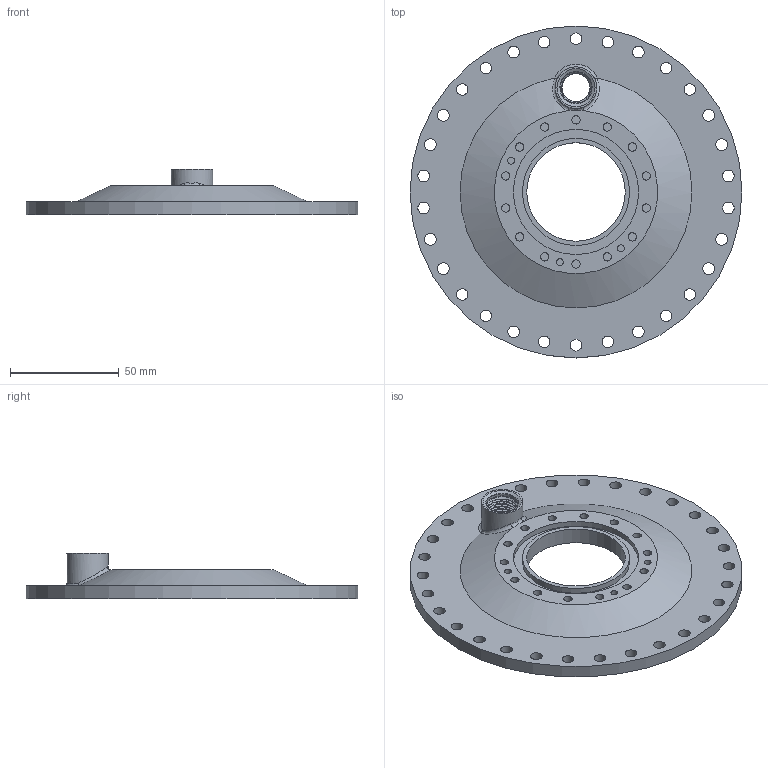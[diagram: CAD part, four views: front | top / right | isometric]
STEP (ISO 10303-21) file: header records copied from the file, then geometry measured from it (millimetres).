
FILE_DESCRIPTION(/* description */ (''),/* implementation_level */ '2;1');
FILE_NAME(/* name */ 'upper_plate.stp',/* time_stamp */ '2025-11-15T02:28:40-05:00',/* author */ (''),/* organization */ (''),/* preprocessor_version */ 'ST-DEVELOPER v18.102',/* originating_system */ 'SIEMENS PLM Software NX 2027',/* authorisation */ '');
FILE_SCHEMA (('AUTOMOTIVE_DESIGN { 1 0 10303 214 3 1 1 1 }'));
Length unit declared in the file: inch
Products named in the file (1): A_objects
Bounding box: 152.4 x 152.4 x 20.93 mm (x, y, z)
Volume: 102525.8 mm3; surface area: 45436.2 mm2
Topology: 1 solids, 1 shells, 109 faces, 281 edges, 198 vertices
Faces by surface type: cylinder 60, plane 31, bspline 9, cone 5, torus 4
Full cylindrical faces by diameter (mm): 3.175 x6, 3.81 x14, 5.334 x30, 14.732 x1, 19.063 x1, 45.212 x1, 49.124 x1, 57.455 x1, 125.552 x1, 131.902 x1, 152.4 x1
Entity records: 4986 total; most frequent: CARTESIAN_POINT 2690, DIRECTION 462, ORIENTED_EDGE 340, EDGE_LOOP 260, AXIS2_PLACEMENT_3D 229, FACE_BOUND 224, EDGE_CURVE 170, VERTEX_POINT 152
